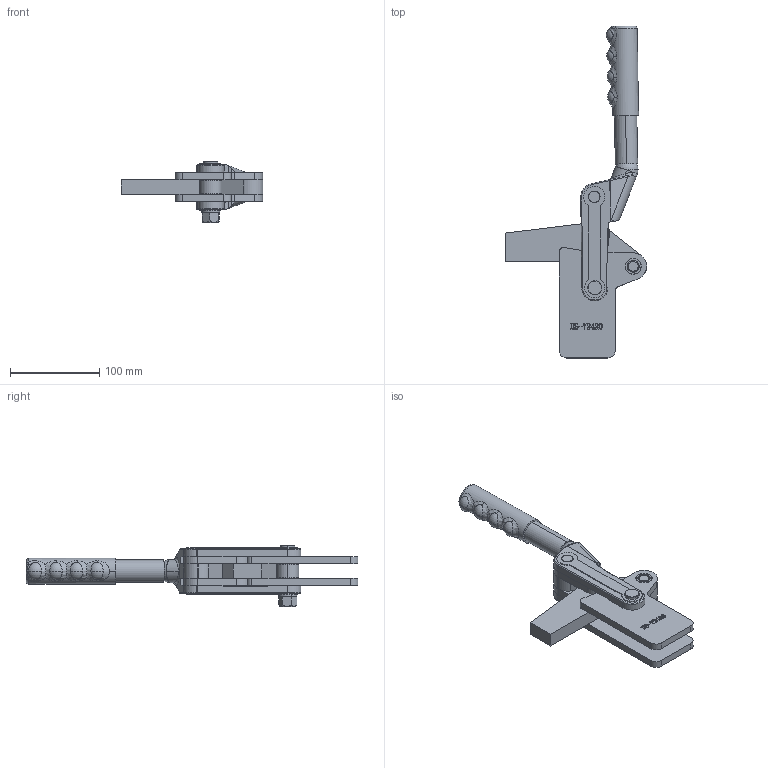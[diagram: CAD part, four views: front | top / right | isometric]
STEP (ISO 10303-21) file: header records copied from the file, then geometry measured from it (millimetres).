
FILE_DESCRIPTION (( 'STEP AP203' ), '1' );
FILE_NAME ('HS-72420.STEP', '2019-08-28T11:47:55', ( '微软用户' ), ( '微软中国' ), 'SwSTEP 2.0', 'SolidWorks 2012', '' );
FILE_SCHEMA (( 'CONFIG_CONTROL_DESIGN' ));
Length unit declared in the file: millimetre
Products named in the file (14): 忒參奪; 忒旋; 72425人头马; 72425蟀裝; 72420菁釱; HS-72420; prevailing torque hex nuts 1-fine pitch gb_GB_HEXAGON_LOCK_TYPE2 M12-N; curved single coil spring lock washers gb_GB_FASTENER_WASHER_CSLW 12; T倛种; 种1; 眻种; 階杶; 杶赽; 25#忒參杶
Assembly tree (22 placements, depth 2):
  HS-72420
    72420菁釱
    72425蟀裝  x2
    72425人头马
    忒旋
    忒參奪
    25#忒參杶
    杶赽  x8
    階杶
    眻种
    种1  x2
    T倛种
    curved single coil spring lock washers gb_GB_FASTENER_WASHER_CSLW 12
    prevailing torque hex nuts 1-fine pitch gb_GB_HEXAGON_LOCK_TYPE2 M12-N
Bounding box: 157.99 x 371.19 x 69 mm (x, y, z)
Volume: 453268 mm3; surface area: 164540.9 mm2
Topology: 23 solids, 23 shells, 776 faces, 1936 edges, 1240 vertices
Faces by surface type: plane 327, cylinder 167, bspline 160, cone 91, sphere 18, torus 13
Entity records: 31112 total; most frequent: CARTESIAN_POINT 14334, ORIENTED_EDGE 3368, DIRECTION 2670, EDGE_CURVE 1684, VERTEX_POINT 1092, VECTOR 988, LINE 988, AXIS2_PLACEMENT_3D 841
